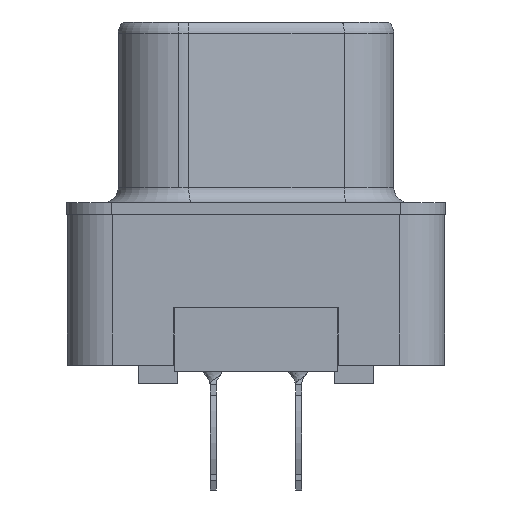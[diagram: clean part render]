
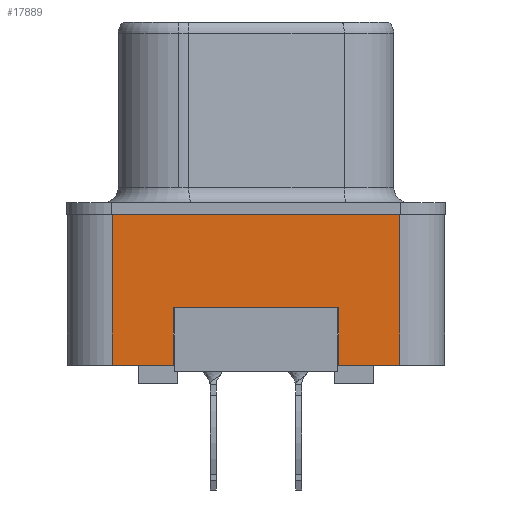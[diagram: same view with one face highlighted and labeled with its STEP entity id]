
A CAD part, left-side view. The second image highlights one B-rep face of the part: STEP entity #17889.
In plain terms, the highlighted planar face has unit normal (-1, 0, 0).
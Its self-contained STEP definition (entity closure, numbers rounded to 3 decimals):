
#860 = AXIS2_PLACEMENT_3D ( 'NONE', #17062, #2125, #1960 ) ;
#1247 = VECTOR ( 'NONE', #10652, 1000. ) ;
#1435 = DIRECTION ( 'NONE',  ( 0., 0., -1. ) ) ;
#1960 = DIRECTION ( 'NONE',  ( 0., 0., 1. ) ) ;
#2125 = DIRECTION ( 'NONE',  ( -1., 0., 0. ) ) ;
#2657 = CARTESIAN_POINT ( 'NONE',  ( -2.91, 2.75, -3.1 ) ) ;
#2948 = VECTOR ( 'NONE', #6642, 1000. ) ;
#3397 = LINE ( 'NONE', #10182, #1247 ) ;
#3420 = ORIENTED_EDGE ( 'NONE', *, *, #18376, .T. ) ;
#3561 = CARTESIAN_POINT ( 'NONE',  ( -2.91, 2.75, -3.1 ) ) ;
#3658 = CARTESIAN_POINT ( 'NONE',  ( -2.91, -2.75, -3.1 ) ) ;
#4083 = EDGE_CURVE ( 'NONE', #10742, #17795, #20508, .T. ) ;
#5019 = VECTOR ( 'NONE', #26488, 1000. ) ;
#5251 = CARTESIAN_POINT ( 'NONE',  ( -2.91, -2.75, -5. ) ) ;
#5515 = VERTEX_POINT ( 'NONE', #2657 ) ;
#5574 = ORIENTED_EDGE ( 'NONE', *, *, #4083, .T. ) ;
#6119 = CARTESIAN_POINT ( 'NONE',  ( -2.91, 4.775, 0. ) ) ;
#6549 = VECTOR ( 'NONE', #20702, 1000. ) ;
#6642 = DIRECTION ( 'NONE',  ( 0., -1., 0. ) ) ;
#7344 = CARTESIAN_POINT ( 'NONE',  ( -2.91, -4.775, 0. ) ) ;
#7747 = ORIENTED_EDGE ( 'NONE', *, *, #24922, .F. ) ;
#9055 = CARTESIAN_POINT ( 'NONE',  ( -2.91, -4.775, 0. ) ) ;
#9734 = ORIENTED_EDGE ( 'NONE', *, *, #26517, .F. ) ;
#10182 = CARTESIAN_POINT ( 'NONE',  ( -2.91, 4.775, -5. ) ) ;
#10652 = DIRECTION ( 'NONE',  ( 0., 0., 1. ) ) ;
#10742 = VERTEX_POINT ( 'NONE', #13781 ) ;
#11271 = VECTOR ( 'NONE', #26498, 1000. ) ;
#11424 = LINE ( 'NONE', #3561, #6549 ) ;
#11795 = LINE ( 'NONE', #16365, #2948 ) ;
#11869 = FACE_OUTER_BOUND ( 'NONE', #21210, .T. ) ;
#12156 = VECTOR ( 'NONE', #18175, 1000. ) ;
#12167 = VERTEX_POINT ( 'NONE', #5251 ) ;
#12177 = VERTEX_POINT ( 'NONE', #26624 ) ;
#13314 = EDGE_CURVE ( 'NONE', #12167, #10742, #28872, .T. ) ;
#13464 = VECTOR ( 'NONE', #1435, 1000. ) ;
#13781 = CARTESIAN_POINT ( 'NONE',  ( -2.91, -4.775, -5. ) ) ;
#16365 = CARTESIAN_POINT ( 'NONE',  ( -2.91, -4.775, -5. ) ) ;
#16941 = LINE ( 'NONE', #7344, #11271 ) ;
#17062 = CARTESIAN_POINT ( 'NONE',  ( -2.91, -4.775, -5. ) ) ;
#17271 = VERTEX_POINT ( 'NONE', #6119 ) ;
#17795 = VERTEX_POINT ( 'NONE', #9055 ) ;
#17889 = ADVANCED_FACE ( 'NONE', ( #11869 ), #23821, .T. ) ;
#18175 = DIRECTION ( 'NONE',  ( 0., 0., 1. ) ) ;
#18376 = EDGE_CURVE ( 'NONE', #25380, #12167, #25195, .T. ) ;
#18994 = VERTEX_POINT ( 'NONE', #19613 ) ;
#19321 = EDGE_CURVE ( 'NONE', #25380, #5515, #30581, .T. ) ;
#19613 = CARTESIAN_POINT ( 'NONE',  ( -2.91, 2.75, -5. ) ) ;
#20270 = ORIENTED_EDGE ( 'NONE', *, *, #21949, .F. ) ;
#20508 = LINE ( 'NONE', #20833, #12156 ) ;
#20702 = DIRECTION ( 'NONE',  ( 0., 0., -1. ) ) ;
#20833 = CARTESIAN_POINT ( 'NONE',  ( -2.91, -4.775, -5. ) ) ;
#21210 = EDGE_LOOP ( 'NONE', ( #3420, #23390, #5574, #7747, #9734, #28937, #20270, #25000 ) ) ;
#21949 = EDGE_CURVE ( 'NONE', #5515, #18994, #11424, .T. ) ;
#23030 = VECTOR ( 'NONE', #28238, 1000. ) ;
#23390 = ORIENTED_EDGE ( 'NONE', *, *, #13314, .T. ) ;
#23821 = PLANE ( 'NONE',  #860 ) ;
#24922 = EDGE_CURVE ( 'NONE', #17271, #17795, #16941, .T. ) ;
#25000 = ORIENTED_EDGE ( 'NONE', *, *, #19321, .F. ) ;
#25195 = LINE ( 'NONE', #3658, #13464 ) ;
#25380 = VERTEX_POINT ( 'NONE', #29152 ) ;
#26488 = DIRECTION ( 'NONE',  ( 0., -1., 0. ) ) ;
#26498 = DIRECTION ( 'NONE',  ( 0., -1., 0. ) ) ;
#26517 = EDGE_CURVE ( 'NONE', #12177, #17271, #3397, .T. ) ;
#26624 = CARTESIAN_POINT ( 'NONE',  ( -2.91, 4.775, -5. ) ) ;
#26656 = CARTESIAN_POINT ( 'NONE',  ( -2.91, -4.775, -5. ) ) ;
#28238 = DIRECTION ( 'NONE',  ( 0., 1., 0. ) ) ;
#28389 = CARTESIAN_POINT ( 'NONE',  ( -2.91, 2.75, -3.1 ) ) ;
#28872 = LINE ( 'NONE', #26656, #5019 ) ;
#28937 = ORIENTED_EDGE ( 'NONE', *, *, #30325, .T. ) ;
#29152 = CARTESIAN_POINT ( 'NONE',  ( -2.91, -2.75, -3.1 ) ) ;
#30325 = EDGE_CURVE ( 'NONE', #12177, #18994, #11795, .T. ) ;
#30581 = LINE ( 'NONE', #28389, #23030 ) ;
